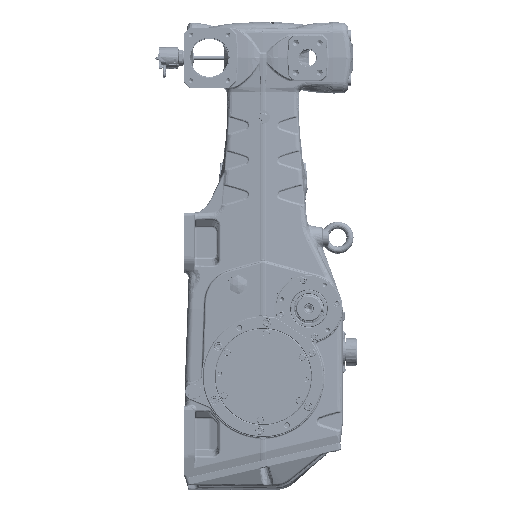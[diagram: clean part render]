
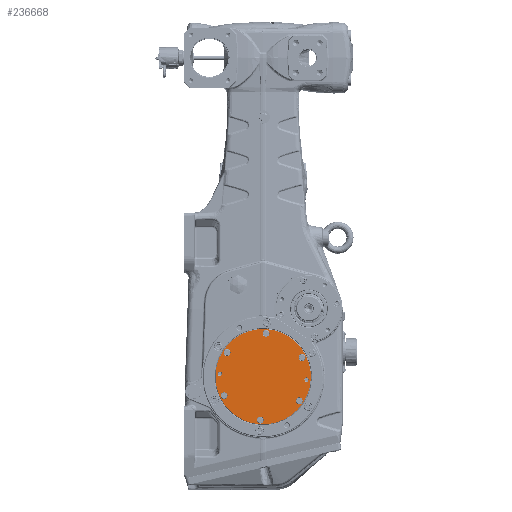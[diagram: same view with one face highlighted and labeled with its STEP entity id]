
A CAD part, top view. The second image highlights one B-rep face of the part: STEP entity #236668.
In plain terms, the highlighted free-form (B-spline) face has degree [1, 1] with [2, 2] control points.
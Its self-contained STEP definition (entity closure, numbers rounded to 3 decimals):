
#229482=CARTESIAN_POINT('',(-34.239,-326.004,380.1));
#229483=VERTEX_POINT('',#229482);
#229484=CARTESIAN_POINT('',(-193.634,-218.965,380.1));
#229485=VERTEX_POINT('',#229484);
#229486=CARTESIAN_POINT('',(-113.937,-272.484,380.1));
#229487=DIRECTION('',(0.,0.,-1.0));
#229488=DIRECTION('',(0.83,-0.557,0.));
#229489=AXIS2_PLACEMENT_3D('',#229486,#229487,#229488);
#229490=CIRCLE('',#229489,96.0);
#229491=EDGE_CURVE('',#229483,#229485,#229490,.T.);
#229619=CARTESIAN_POINT('',(-113.937,-272.484,380.1));
#229620=DIRECTION('',(0.,0.,-1.0));
#229621=DIRECTION('',(0.83,-0.557,0.));
#229622=AXIS2_PLACEMENT_3D('',#229619,#229620,#229621);
#229623=CIRCLE('',#229622,96.0);
#229624=EDGE_CURVE('',#229485,#229483,#229623,.T.);
#234860=CARTESIAN_POINT('',(-182.647,-217.851,380.1));
#234861=VERTEX_POINT('',#234860);
#234867=CARTESIAN_POINT('',(-190.508,-229.556,380.1));
#234868=VERTEX_POINT('',#234867);
#234869=CARTESIAN_POINT('',(-186.578,-223.704,380.1));
#234870=DIRECTION('',(0.,0.,1.0));
#234871=DIRECTION('',(0.557,0.83,0.));
#234872=AXIS2_PLACEMENT_3D('',#234869,#234870,#234871);
#234873=CIRCLE('',#234872,7.05);
#234874=EDGE_CURVE('',#234861,#234868,#234873,.T.);
#234956=CARTESIAN_POINT('',(-186.578,-223.704,380.1));
#234957=DIRECTION('',(0.,0.,1.0));
#234958=DIRECTION('',(0.557,0.83,0.));
#234959=AXIS2_PLACEMENT_3D('',#234956,#234957,#234958);
#234960=CIRCLE('',#234959,7.05);
#234961=EDGE_CURVE('',#234868,#234861,#234960,.T.);
#235036=CARTESIAN_POINT('',(-195.606,-304.673,380.1));
#235037=VERTEX_POINT('',#235036);
#235043=CARTESIAN_POINT('',(-189.399,-317.333,380.1));
#235044=VERTEX_POINT('',#235043);
#235045=CARTESIAN_POINT('',(-192.503,-311.003,380.1));
#235046=DIRECTION('',(0.,0.,1.0));
#235047=DIRECTION('',(-0.44,0.898,0.));
#235048=AXIS2_PLACEMENT_3D('',#235045,#235046,#235047);
#235049=CIRCLE('',#235048,7.05);
#235050=EDGE_CURVE('',#235037,#235044,#235049,.T.);
#235132=CARTESIAN_POINT('',(-192.503,-311.003,380.1));
#235133=DIRECTION('',(0.,0.,1.0));
#235134=DIRECTION('',(-0.44,0.898,0.));
#235135=AXIS2_PLACEMENT_3D('',#235132,#235133,#235134);
#235136=CIRCLE('',#235135,7.05);
#235137=EDGE_CURVE('',#235044,#235037,#235136,.T.);
#235212=CARTESIAN_POINT('',(-126.896,-359.306,380.1));
#235213=VERTEX_POINT('',#235212);
#235219=CARTESIAN_POINT('',(-112.828,-360.261,380.1));
#235220=VERTEX_POINT('',#235219);
#235221=CARTESIAN_POINT('',(-119.862,-359.784,380.1));
#235222=DIRECTION('',(0.,0.,1.0));
#235223=DIRECTION('',(-0.998,0.068,0.));
#235224=AXIS2_PLACEMENT_3D('',#235221,#235222,#235223);
#235225=CIRCLE('',#235224,7.05);
#235226=EDGE_CURVE('',#235213,#235220,#235225,.T.);
#235308=CARTESIAN_POINT('',(-119.862,-359.784,380.1));
#235309=DIRECTION('',(0.,0.,1.));
#235310=DIRECTION('',(-0.998,0.068,0.));
#235311=AXIS2_PLACEMENT_3D('',#235308,#235309,#235310);
#235312=CIRCLE('',#235311,7.05);
#235313=EDGE_CURVE('',#235220,#235213,#235312,.T.);
#235388=CARTESIAN_POINT('',(-45.226,-327.118,380.1));
#235389=VERTEX_POINT('',#235388);
#235395=CARTESIAN_POINT('',(-37.366,-315.412,380.1));
#235396=VERTEX_POINT('',#235395);
#235397=CARTESIAN_POINT('',(-41.296,-321.265,380.1));
#235398=DIRECTION('',(0.,0.,1.0));
#235399=DIRECTION('',(-0.557,-0.83,0.));
#235400=AXIS2_PLACEMENT_3D('',#235397,#235398,#235399);
#235401=CIRCLE('',#235400,7.05);
#235402=EDGE_CURVE('',#235389,#235396,#235401,.T.);
#235484=CARTESIAN_POINT('',(-41.296,-321.265,380.1));
#235485=DIRECTION('',(0.,0.,1.0));
#235486=DIRECTION('',(-0.557,-0.83,0.));
#235487=AXIS2_PLACEMENT_3D('',#235484,#235485,#235486);
#235488=CIRCLE('',#235487,7.05);
#235489=EDGE_CURVE('',#235396,#235389,#235488,.T.);
#235564=CARTESIAN_POINT('',(-32.268,-240.296,380.1));
#235565=VERTEX_POINT('',#235564);
#235571=CARTESIAN_POINT('',(-38.475,-227.636,380.1));
#235572=VERTEX_POINT('',#235571);
#235573=CARTESIAN_POINT('',(-35.371,-233.966,380.1));
#235574=DIRECTION('',(0.,0.,1.0));
#235575=DIRECTION('',(0.44,-0.898,0.));
#235576=AXIS2_PLACEMENT_3D('',#235573,#235574,#235575);
#235577=CIRCLE('',#235576,7.05);
#235578=EDGE_CURVE('',#235565,#235572,#235577,.T.);
#235660=CARTESIAN_POINT('',(-35.371,-233.966,380.1));
#235661=DIRECTION('',(0.,0.,1.0));
#235662=DIRECTION('',(0.44,-0.898,0.));
#235663=AXIS2_PLACEMENT_3D('',#235660,#235661,#235662);
#235664=CIRCLE('',#235663,7.05);
#235665=EDGE_CURVE('',#235572,#235565,#235664,.T.);
#235740=CARTESIAN_POINT('',(-100.978,-185.663,380.1));
#235741=VERTEX_POINT('',#235740);
#235747=CARTESIAN_POINT('',(-115.046,-184.708,380.1));
#235748=VERTEX_POINT('',#235747);
#235749=CARTESIAN_POINT('',(-108.012,-185.185,380.1));
#235750=DIRECTION('',(0.,0.,1.0));
#235751=DIRECTION('',(0.998,-0.068,0.));
#235752=AXIS2_PLACEMENT_3D('',#235749,#235750,#235751);
#235753=CIRCLE('',#235752,7.05);
#235754=EDGE_CURVE('',#235741,#235748,#235753,.T.);
#235836=CARTESIAN_POINT('',(-108.012,-185.185,380.1));
#235837=DIRECTION('',(0.,0.,1.0));
#235838=DIRECTION('',(0.998,-0.068,0.));
#235839=AXIS2_PLACEMENT_3D('',#235836,#235837,#235838);
#235840=CIRCLE('',#235839,7.05);
#235841=EDGE_CURVE('',#235748,#235741,#235840,.T.);
#236248=CARTESIAN_POINT('',(-198.797,-262.927,380.1));
#236249=VERTEX_POINT('',#236248);
#236255=CARTESIAN_POINT('',(-203.675,-270.192,380.1));
#236256=VERTEX_POINT('',#236255);
#236257=CARTESIAN_POINT('',(-201.236,-266.559,380.1));
#236258=DIRECTION('',(0.,0.,1.0));
#236259=DIRECTION('',(0.557,0.83,0.));
#236260=AXIS2_PLACEMENT_3D('',#236257,#236258,#236259);
#236261=CIRCLE('',#236260,4.375);
#236262=EDGE_CURVE('',#236249,#236256,#236261,.T.);
#236328=CARTESIAN_POINT('',(-201.236,-266.559,380.1));
#236329=DIRECTION('',(0.,0.,1.0));
#236330=DIRECTION('',(0.557,0.83,0.));
#236331=AXIS2_PLACEMENT_3D('',#236328,#236329,#236330);
#236332=CIRCLE('',#236331,4.375);
#236333=EDGE_CURVE('',#236256,#236249,#236332,.T.);
#236536=CARTESIAN_POINT('',(-29.077,-282.041,380.1));
#236537=VERTEX_POINT('',#236536);
#236543=CARTESIAN_POINT('',(-24.199,-274.777,380.1));
#236544=VERTEX_POINT('',#236543);
#236545=CARTESIAN_POINT('',(-26.638,-278.409,380.1));
#236546=DIRECTION('',(0.,0.,1.0));
#236547=DIRECTION('',(-0.557,-0.83,0.));
#236548=AXIS2_PLACEMENT_3D('',#236545,#236546,#236547);
#236549=CIRCLE('',#236548,4.375);
#236550=EDGE_CURVE('',#236537,#236544,#236549,.T.);
#236616=CARTESIAN_POINT('',(-26.638,-278.409,380.1));
#236617=DIRECTION('',(0.,0.,1.0));
#236618=DIRECTION('',(-0.557,-0.83,0.));
#236619=AXIS2_PLACEMENT_3D('',#236616,#236617,#236618);
#236620=CIRCLE('',#236619,4.375);
#236621=EDGE_CURVE('',#236544,#236537,#236620,.T.);
#236627=CARTESIAN_POINT('',(19.28,-246.306,380.1));
#236628=CARTESIAN_POINT('',(-87.759,-405.701,380.1));
#236629=CARTESIAN_POINT('',(-140.115,-139.268,380.1));
#236630=CARTESIAN_POINT('',(-247.154,-298.662,380.1));
#236631=B_SPLINE_SURFACE_WITH_KNOTS('',1,1,((#236627,#236629),(#236628,#236630)),.PLANE_SURF.,.F.,.F.,.U.,(2,2),(2,2),(98.,290.),(98.,290.),.UNSPECIFIED.);
#236632=ORIENTED_EDGE('',*,*,#229624,.F.);
#236633=ORIENTED_EDGE('',*,*,#229491,.F.);
#236634=EDGE_LOOP('',(#236632,#236633));
#236635=FACE_OUTER_BOUND('',#236634,.T.);
#236636=ORIENTED_EDGE('',*,*,#234961,.F.);
#236637=ORIENTED_EDGE('',*,*,#234874,.F.);
#236638=EDGE_LOOP('',(#236636,#236637));
#236639=FACE_BOUND('',#236638,.T.);
#236640=ORIENTED_EDGE('',*,*,#235137,.F.);
#236641=ORIENTED_EDGE('',*,*,#235050,.F.);
#236642=EDGE_LOOP('',(#236640,#236641));
#236643=FACE_BOUND('',#236642,.T.);
#236644=ORIENTED_EDGE('',*,*,#235313,.F.);
#236645=ORIENTED_EDGE('',*,*,#235226,.F.);
#236646=EDGE_LOOP('',(#236644,#236645));
#236647=FACE_BOUND('',#236646,.T.);
#236648=ORIENTED_EDGE('',*,*,#235489,.F.);
#236649=ORIENTED_EDGE('',*,*,#235402,.F.);
#236650=EDGE_LOOP('',(#236648,#236649));
#236651=FACE_BOUND('',#236650,.T.);
#236652=ORIENTED_EDGE('',*,*,#235665,.F.);
#236653=ORIENTED_EDGE('',*,*,#235578,.F.);
#236654=EDGE_LOOP('',(#236652,#236653));
#236655=FACE_BOUND('',#236654,.T.);
#236656=ORIENTED_EDGE('',*,*,#235841,.F.);
#236657=ORIENTED_EDGE('',*,*,#235754,.F.);
#236658=EDGE_LOOP('',(#236656,#236657));
#236659=FACE_BOUND('',#236658,.T.);
#236660=ORIENTED_EDGE('',*,*,#236333,.F.);
#236661=ORIENTED_EDGE('',*,*,#236262,.F.);
#236662=EDGE_LOOP('',(#236660,#236661));
#236663=FACE_BOUND('',#236662,.T.);
#236664=ORIENTED_EDGE('',*,*,#236621,.F.);
#236665=ORIENTED_EDGE('',*,*,#236550,.F.);
#236666=EDGE_LOOP('',(#236664,#236665));
#236667=FACE_BOUND('',#236666,.T.);
#236668=ADVANCED_FACE('',(#236635,#236639,#236643,#236647,#236651,#236655,#236659,#236663,#236667),#236631,.F.);
